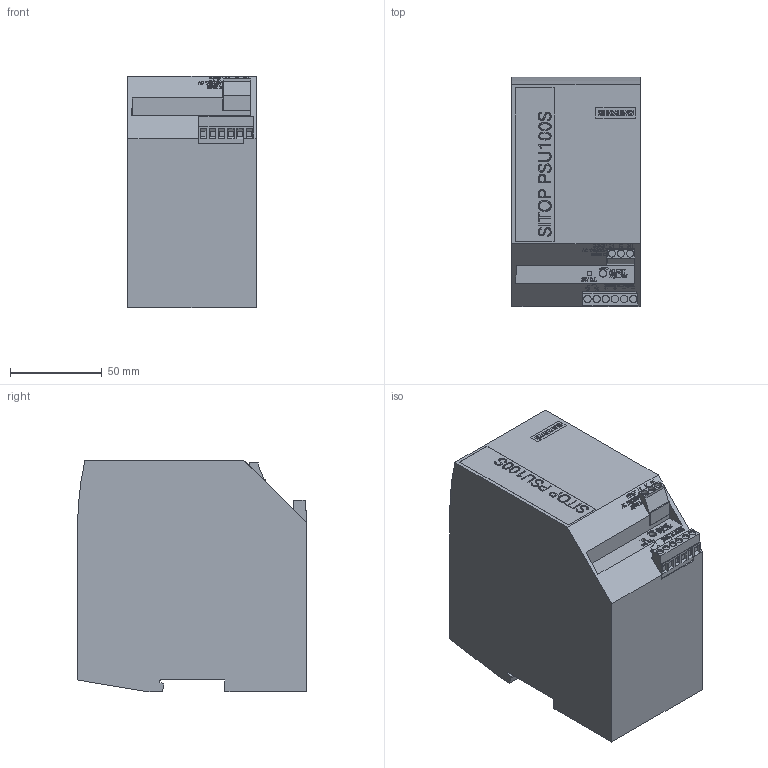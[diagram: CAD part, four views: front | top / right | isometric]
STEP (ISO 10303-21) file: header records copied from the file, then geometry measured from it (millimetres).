
FILE_DESCRIPTION( ( 'Unknown' ), '1' );
FILE_NAME( '6EP1334-2BA02_001_stp.stp', 'Unknown', ( 'Unknown' ), ( 'Unknown' ), 'PSStep 14.0', 'Unknown', ' ' );
FILE_SCHEMA( ( 'AUTOMOTIVE_DESIGN { 1 0 10303 214 1 1 1 1 }' ) );
Length unit declared in the file: millimetre
Products named in the file (2): Assem1; 6EP1334-2BA02_001_stp
Assembly tree (1 placements, depth 2):
  Assem1
    6EP1334-2BA02_001_stp
Bounding box: 70 x 125 x 126.55 mm (x, y, z)
Volume: 167637.6 mm3; surface area: 122871.4 mm2
Topology: 1 solids, 1 shells, 1043 faces, 2723 edges, 1820 vertices
Faces by surface type: plane 862, extrusion 150, cylinder 30, cone 1
Full cylindrical faces by diameter (mm): 3.8 x3, 4 x6
Entity records: 50047 total; most frequent: CARTESIAN_POINT 16801, ORIENTED_EDGE 5350, DIRECTION 4398, EDGE_CURVE 2675, VECTOR 2328, LINE 2178, VERTEX_POINT 1807, EDGE_LOOP 1210
